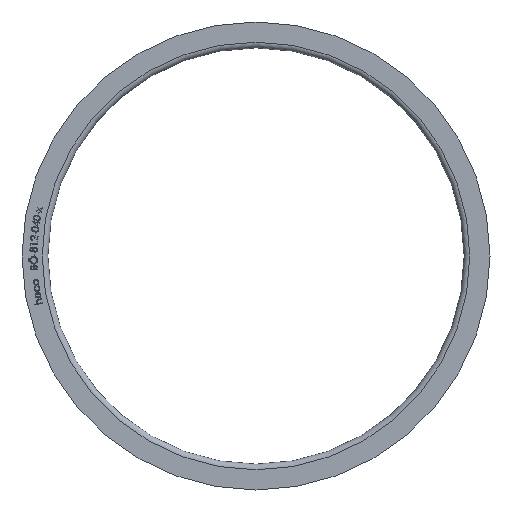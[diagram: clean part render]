
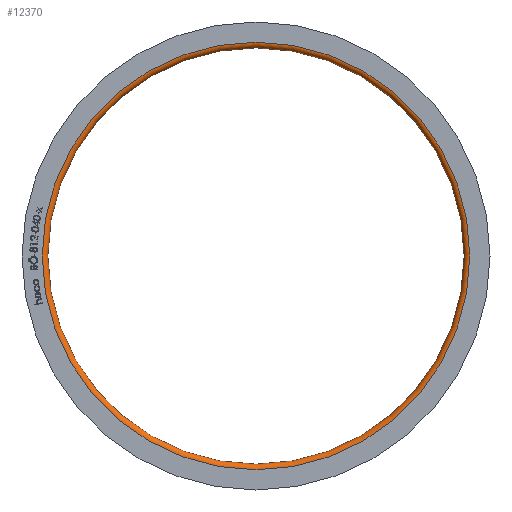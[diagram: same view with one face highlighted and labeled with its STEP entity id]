
A CAD part, left-side view. The second image highlights one B-rep face of the part: STEP entity #12370.
In plain terms, the highlighted toroidal (fillet/blend) face has major radius 413.4 mm and minor radius 11 mm.
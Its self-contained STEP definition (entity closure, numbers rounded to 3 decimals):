
#706 = CARTESIAN_POINT ( 'NONE',  ( 11., 0., 0. ) ) ;
#1557 = CARTESIAN_POINT ( 'NONE',  ( 0., 0., 413.4 ) ) ;
#1797 = DIRECTION ( 'NONE',  ( -1., 0., 0. ) ) ;
#2261 = FACE_OUTER_BOUND ( 'NONE', #13368, .T. ) ;
#2769 = EDGE_CURVE ( 'NONE', #9720, #9720, #4265, .T. ) ;
#3313 = FACE_OUTER_BOUND ( 'NONE', #7788, .T. ) ;
#4265 = CIRCLE ( 'NONE', #12737, 402.4 ) ;
#6110 = ORIENTED_EDGE ( 'NONE', *, *, #9036, .T. ) ;
#6861 = DIRECTION ( 'NONE',  ( 0., 0., 1. ) ) ;
#7126 = ORIENTED_EDGE ( 'NONE', *, *, #2769, .F. ) ;
#7276 = AXIS2_PLACEMENT_3D ( 'NONE', #12800, #13592, #6861 ) ;
#7788 = EDGE_LOOP ( 'NONE', ( #7126 ) ) ;
#7961 = DIRECTION ( 'NONE',  ( -1., 0., 0. ) ) ;
#8234 = TOROIDAL_SURFACE ( 'NONE', #7276, 413.4, 11. ) ;
#9036 = EDGE_CURVE ( 'NONE', #11923, #11923, #10331, .T. ) ;
#9720 = VERTEX_POINT ( 'NONE', #12138 ) ;
#9924 = DIRECTION ( 'NONE',  ( 0., 0., 1. ) ) ;
#10073 = AXIS2_PLACEMENT_3D ( 'NONE', #13305, #1797, #13164 ) ;
#10331 = CIRCLE ( 'NONE', #10073, 413.4 ) ;
#11923 = VERTEX_POINT ( 'NONE', #1557 ) ;
#12138 = CARTESIAN_POINT ( 'NONE',  ( 11., 0., 402.4 ) ) ;
#12370 = ADVANCED_FACE ( 'NONE', ( #3313, #2261 ), #8234, .T. ) ;
#12737 = AXIS2_PLACEMENT_3D ( 'NONE', #706, #7961, #9924 ) ;
#12800 = CARTESIAN_POINT ( 'NONE',  ( 11., 0., 0. ) ) ;
#13164 = DIRECTION ( 'NONE',  ( 0., 0., 1. ) ) ;
#13305 = CARTESIAN_POINT ( 'NONE',  ( 0., 0., 0. ) ) ;
#13368 = EDGE_LOOP ( 'NONE', ( #6110 ) ) ;
#13592 = DIRECTION ( 'NONE',  ( -1., 0., 0. ) ) ;
